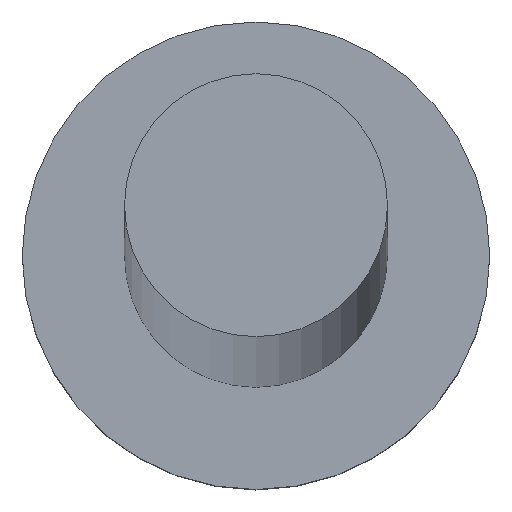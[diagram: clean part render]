
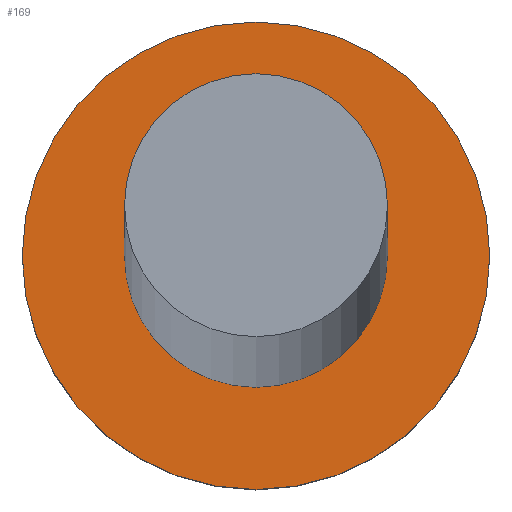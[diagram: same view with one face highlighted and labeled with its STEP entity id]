
A CAD part, top view. The second image highlights one B-rep face of the part: STEP entity #169.
In plain terms, the highlighted planar face has unit normal (0, 0, 1).
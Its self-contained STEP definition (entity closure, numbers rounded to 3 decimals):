
#4 = CIRCLE ( 'NONE', #37, 4. ) ;
#12 = EDGE_CURVE ( 'NONE', #50, #134, #251, .T. ) ;
#18 = CIRCLE ( 'NONE', #151, 4. ) ;
#26 = FACE_OUTER_BOUND ( 'NONE', #146, .T. ) ;
#27 = CARTESIAN_POINT ( 'NONE',  ( 2.25, 0., 4. ) ) ;
#33 = DIRECTION ( 'NONE',  ( 1., 0., 0. ) ) ;
#35 = DIRECTION ( 'NONE',  ( 0., 0., 1. ) ) ;
#37 = AXIS2_PLACEMENT_3D ( 'NONE', #162, #142, #66 ) ;
#38 = CARTESIAN_POINT ( 'NONE',  ( -2.25, 0., 4. ) ) ;
#40 = CARTESIAN_POINT ( 'NONE',  ( -4., 0., 4. ) ) ;
#50 = VERTEX_POINT ( 'NONE', #38 ) ;
#51 = EDGE_CURVE ( 'NONE', #145, #217, #18, .T. ) ;
#52 = ORIENTED_EDGE ( 'NONE', *, *, #144, .F. ) ;
#55 = EDGE_LOOP ( 'NONE', ( #90, #52 ) ) ;
#63 = CARTESIAN_POINT ( 'NONE',  ( 0., 0., 4. ) ) ;
#66 = DIRECTION ( 'NONE',  ( 1., 0., 0. ) ) ;
#77 = FACE_BOUND ( 'NONE', #55, .T. ) ;
#78 = DIRECTION ( 'NONE',  ( 0., 0., 1. ) ) ;
#90 = ORIENTED_EDGE ( 'NONE', *, *, #12, .F. ) ;
#100 = DIRECTION ( 'NONE',  ( 0., 0., 1. ) ) ;
#103 = DIRECTION ( 'NONE',  ( 1., 0., 0. ) ) ;
#119 = CARTESIAN_POINT ( 'NONE',  ( 0., 0., 4. ) ) ;
#120 = DIRECTION ( 'NONE',  ( 1., 0., 0. ) ) ;
#134 = VERTEX_POINT ( 'NONE', #27 ) ;
#142 = DIRECTION ( 'NONE',  ( 0., 0., 1. ) ) ;
#143 = CARTESIAN_POINT ( 'NONE',  ( 0., 0., 4. ) ) ;
#144 = EDGE_CURVE ( 'NONE', #134, #50, #178, .T. ) ;
#145 = VERTEX_POINT ( 'NONE', #40 ) ;
#146 = EDGE_LOOP ( 'NONE', ( #207, #181 ) ) ;
#147 = AXIS2_PLACEMENT_3D ( 'NONE', #63, #78, #159 ) ;
#151 = AXIS2_PLACEMENT_3D ( 'NONE', #119, #100, #120 ) ;
#158 = PLANE ( 'NONE',  #147 ) ;
#159 = DIRECTION ( 'NONE',  ( 1., 0., 0. ) ) ;
#160 = AXIS2_PLACEMENT_3D ( 'NONE', #143, #224, #103 ) ;
#162 = CARTESIAN_POINT ( 'NONE',  ( 0., 0., 4. ) ) ;
#169 = ADVANCED_FACE ( 'NONE', ( #77, #26 ), #158, .T. ) ;
#178 = CIRCLE ( 'NONE', #160, 2.25 ) ;
#181 = ORIENTED_EDGE ( 'NONE', *, *, #216, .T. ) ;
#207 = ORIENTED_EDGE ( 'NONE', *, *, #51, .T. ) ;
#211 = CARTESIAN_POINT ( 'NONE',  ( 0., 0., 4. ) ) ;
#216 = EDGE_CURVE ( 'NONE', #217, #145, #4, .T. ) ;
#217 = VERTEX_POINT ( 'NONE', #223 ) ;
#223 = CARTESIAN_POINT ( 'NONE',  ( 4., 0., 4. ) ) ;
#224 = DIRECTION ( 'NONE',  ( 0., 0., 1. ) ) ;
#247 = AXIS2_PLACEMENT_3D ( 'NONE', #211, #35, #33 ) ;
#251 = CIRCLE ( 'NONE', #247, 2.25 ) ;
